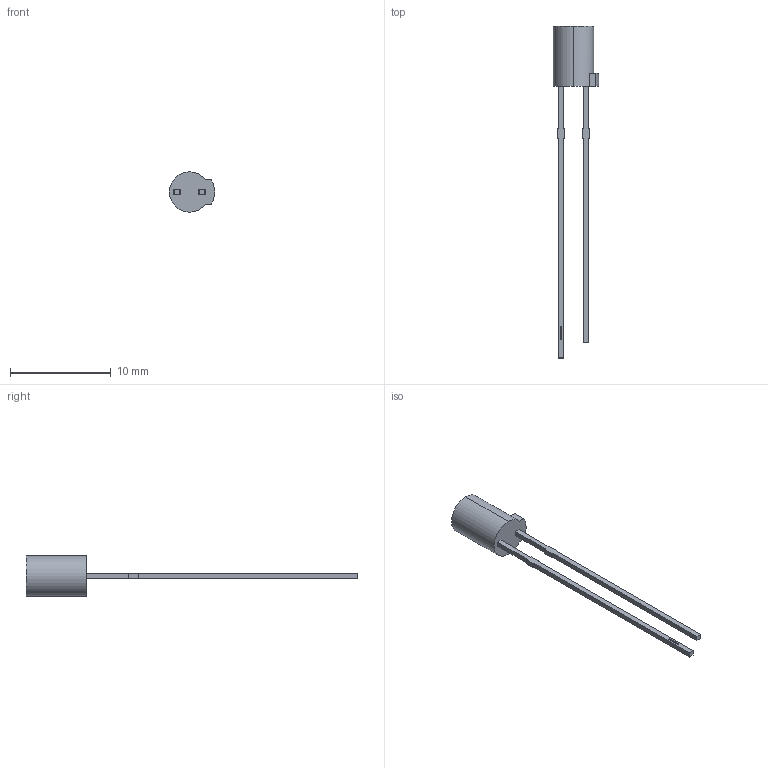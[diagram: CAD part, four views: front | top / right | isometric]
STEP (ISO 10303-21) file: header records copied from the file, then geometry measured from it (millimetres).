
FILE_DESCRIPTION (( 'STEP AP214' ), '1' );
FILE_NAME ('W1413.STEP', '2008-09-07T18:00:31', ( '' ), ( '' ), 'SwSTEP 2.0', 'SolidWorks 2008', '' );
FILE_SCHEMA (( 'AUTOMOTIVE_DESIGN' ));
Length unit declared in the file: millimetre
Products named in the file (1): W1413
Bounding box: 4.5 x 33 x 4 mm (x, y, z)
Volume: 90.4 mm3; surface area: 210.9 mm2
Topology: 1 solids, 1 shells, 317 faces, 855 edges, 570 vertices
Faces by surface type: plane 198, bspline 116, cylinder 3
Entity records: 18823 total; most frequent: CARTESIAN_POINT 8131, ORIENTED_EDGE 1710, DIRECTION 1035, EDGE_CURVE 855, VECTOR 615, LINE 615, VERTEX_POINT 570, EDGE_LOOP 347
